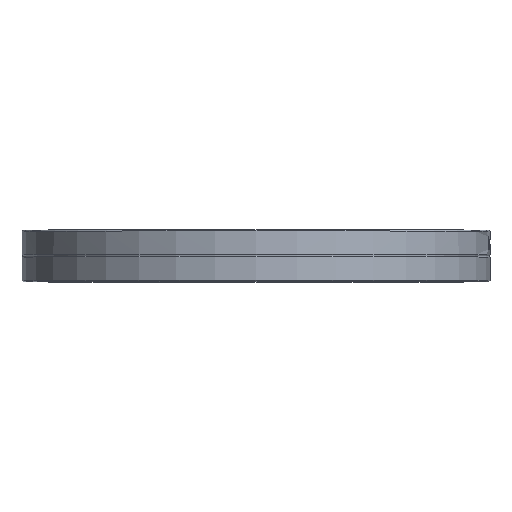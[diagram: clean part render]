
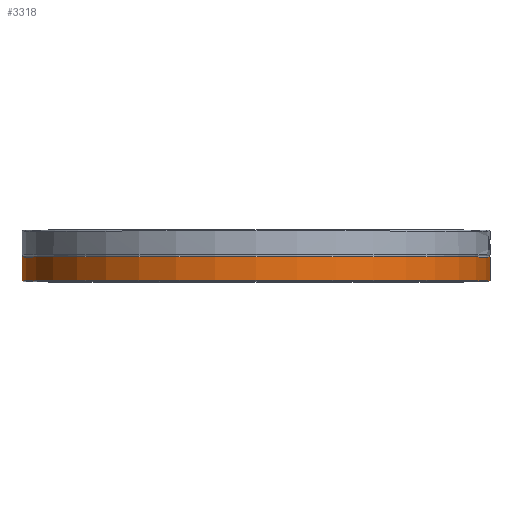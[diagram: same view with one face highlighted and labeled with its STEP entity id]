
A CAD part, top view. The second image highlights one B-rep face of the part: STEP entity #3318.
In plain terms, the highlighted cylindrical face has radius 101.5 mm (diameter 203 mm), a full revolution.
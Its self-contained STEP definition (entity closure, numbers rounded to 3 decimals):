
#315=CYLINDRICAL_SURFACE('',#3582,101.5);
#368=FACE_OUTER_BOUND('',#584,.T.);
#584=EDGE_LOOP('',(#2333,#2334,#2335,#2336,#2337,#2338,#2339));
#799=LINE('',#4821,#986);
#986=VECTOR('',#4004,101.5);
#1188=CIRCLE('',#3556,101.5);
#1189=CIRCLE('',#3557,101.5);
#1213=CIRCLE('',#3583,101.5);
#1214=CIRCLE('',#3584,101.5);
#1215=CIRCLE('',#3585,101.5);
#1382=VERTEX_POINT('',#4762);
#1383=VERTEX_POINT('',#4763);
#1407=VERTEX_POINT('',#4815);
#1408=VERTEX_POINT('',#4816);
#1409=VERTEX_POINT('',#4818);
#1739=EDGE_CURVE('',#1382,#1383,#1188,.T.);
#1740=EDGE_CURVE('',#1383,#1382,#1189,.T.);
#1765=EDGE_CURVE('',#1407,#1408,#1213,.T.);
#1766=EDGE_CURVE('',#1409,#1407,#1214,.T.);
#1767=EDGE_CURVE('',#1408,#1409,#1215,.T.);
#1768=EDGE_CURVE('',#1408,#1383,#799,.T.);
#2333=ORIENTED_EDGE('',*,*,#1765,.F.);
#2334=ORIENTED_EDGE('',*,*,#1766,.F.);
#2335=ORIENTED_EDGE('',*,*,#1767,.F.);
#2336=ORIENTED_EDGE('',*,*,#1768,.T.);
#2337=ORIENTED_EDGE('',*,*,#1739,.F.);
#2338=ORIENTED_EDGE('',*,*,#1740,.F.);
#2339=ORIENTED_EDGE('',*,*,#1768,.F.);
#3318=ADVANCED_FACE('',(#368),#315,.T.);
#3556=AXIS2_PLACEMENT_3D('',#4764,#3943,#3944);
#3557=AXIS2_PLACEMENT_3D('',#4765,#3945,#3946);
#3582=AXIS2_PLACEMENT_3D('',#4814,#3996,#3997);
#3583=AXIS2_PLACEMENT_3D('',#4817,#3998,#3999);
#3584=AXIS2_PLACEMENT_3D('',#4819,#4000,#4001);
#3585=AXIS2_PLACEMENT_3D('',#4820,#4002,#4003);
#3943=DIRECTION('center_axis',(0.,-1.,0.));
#3944=DIRECTION('ref_axis',(1.,0.,0.));
#3945=DIRECTION('center_axis',(0.,-1.,0.));
#3946=DIRECTION('ref_axis',(1.,0.,0.));
#3996=DIRECTION('center_axis',(0.,1.,0.));
#3997=DIRECTION('ref_axis',(-1.,0.,0.));
#3998=DIRECTION('center_axis',(0.,1.,0.));
#3999=DIRECTION('ref_axis',(1.,0.,0.));
#4000=DIRECTION('center_axis',(0.,1.,0.));
#4001=DIRECTION('ref_axis',(1.,0.,0.));
#4002=DIRECTION('center_axis',(0.,1.,0.));
#4003=DIRECTION('ref_axis',(1.,0.,0.));
#4004=DIRECTION('',(0.,-1.,0.));
#4762=CARTESIAN_POINT('',(-101.5,0.5,0.));
#4763=CARTESIAN_POINT('',(101.5,0.5,0.));
#4764=CARTESIAN_POINT('Origin',(0.,0.5,0.));
#4765=CARTESIAN_POINT('Origin',(0.,0.5,0.));
#4814=CARTESIAN_POINT('Origin',(0.,5.356,0.));
#4815=CARTESIAN_POINT('',(-101.5,10.713,0.));
#4816=CARTESIAN_POINT('',(101.5,10.713,0.));
#4817=CARTESIAN_POINT('Origin',(0.,10.713,0.));
#4818=CARTESIAN_POINT('',(0.,10.713,-101.5));
#4819=CARTESIAN_POINT('Origin',(0.,10.713,0.));
#4820=CARTESIAN_POINT('Origin',(0.,10.713,0.));
#4821=CARTESIAN_POINT('',(101.5,5.356,0.));
